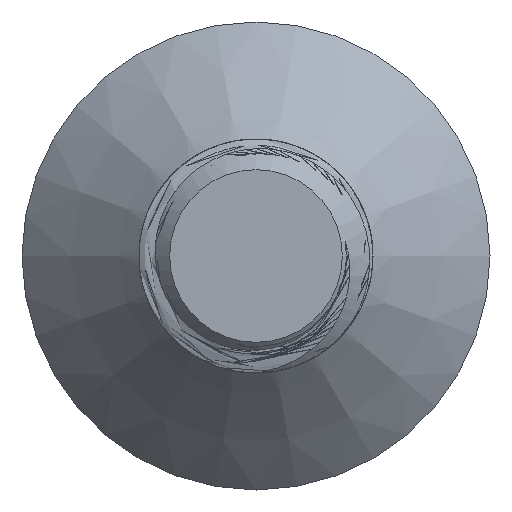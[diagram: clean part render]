
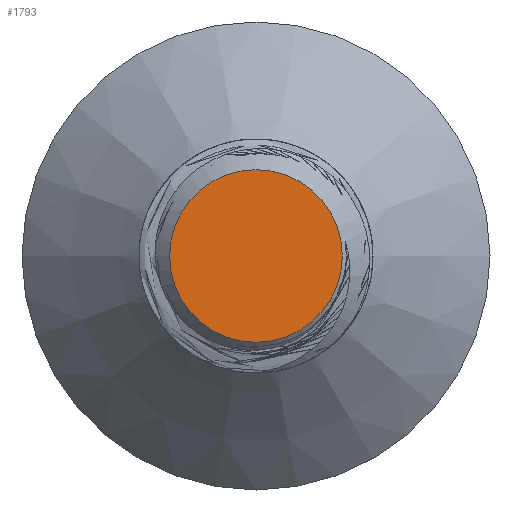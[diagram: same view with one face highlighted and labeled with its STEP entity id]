
A CAD part, left-side view. The second image highlights one B-rep face of the part: STEP entity #1793.
In plain terms, the highlighted face is planar.
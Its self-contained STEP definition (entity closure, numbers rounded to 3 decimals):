
#20=PLANE('',#1916);
#210=FACE_OUTER_BOUND('',#310,.T.);
#310=EDGE_LOOP('',(#1578));
#334=CIRCLE('',#1913,1.475);
#781=VERTEX_POINT('',#6538);
#1042=EDGE_CURVE('',#781,#781,#334,.T.);
#1578=ORIENTED_EDGE('',*,*,#1042,.T.);
#1793=ADVANCED_FACE('',(#210),#20,.T.);
#1913=AXIS2_PLACEMENT_3D('',#6540,#2203,#2204);
#1916=AXIS2_PLACEMENT_3D('',#8641,#2209,#2210);
#2203=DIRECTION('center_axis',(0.,0.,-1.));
#2204=DIRECTION('ref_axis',(0.,1.,0.));
#2209=DIRECTION('center_axis',(0.,0.,-1.));
#2210=DIRECTION('ref_axis',(0.,1.,0.));
#6538=CARTESIAN_POINT('',(0.,1.475,-30.));
#6540=CARTESIAN_POINT('Origin',(0.,0.,-30.));
#8641=CARTESIAN_POINT('Origin',(0.,-2.,-30.));
